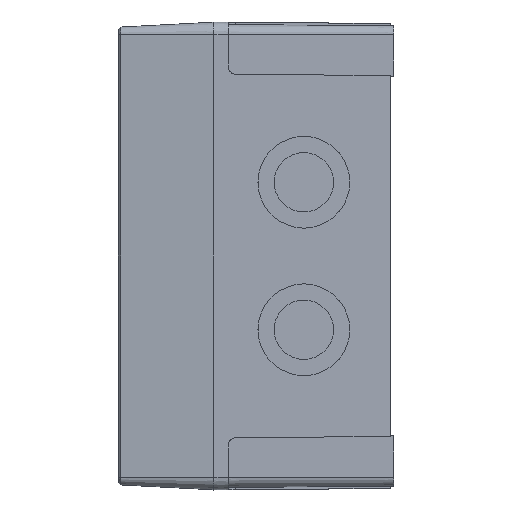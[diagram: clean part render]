
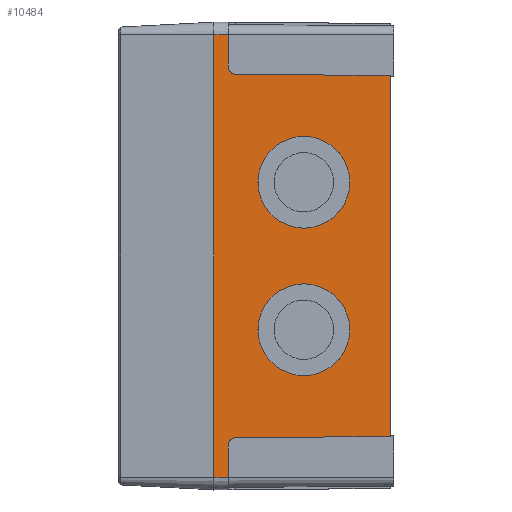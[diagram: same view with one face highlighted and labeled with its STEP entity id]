
A CAD part, left-side view. The second image highlights one B-rep face of the part: STEP entity #10484.
In plain terms, the highlighted planar face has unit normal (-1, -0.009, 0).
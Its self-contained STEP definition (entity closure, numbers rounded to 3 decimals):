
#104 = VERTEX_POINT ( 'NONE', #6613 ) ;
#131 = VERTEX_POINT ( 'NONE', #7747 ) ;
#168 = DIRECTION ( 'NONE',  ( -1., -0.009, 0. ) ) ;
#172 = VERTEX_POINT ( 'NONE', #3986 ) ;
#428 = ORIENTED_EDGE ( 'NONE', *, *, #5224, .F. ) ;
#435 = LINE ( 'NONE', #571, #7934 ) ;
#468 = FACE_BOUND ( 'NONE', #11184, .T. ) ;
#571 = CARTESIAN_POINT ( 'NONE',  ( -65.015, -4., -61.55 ) ) ;
#601 = ORIENTED_EDGE ( 'NONE', *, *, #3159, .F. ) ;
#748 = LINE ( 'NONE', #7841, #7290 ) ;
#814 = LINE ( 'NONE', #10987, #1827 ) ;
#1082 = LINE ( 'NONE', #6046, #1890 ) ;
#1276 = CARTESIAN_POINT ( 'NONE',  ( -65.015, -4., 52.533 ) ) ;
#1451 = CARTESIAN_POINT ( 'NONE',  ( -65.05, 0., -61.55 ) ) ;
#1477 = CARTESIAN_POINT ( 'NONE',  ( -64.721, -37.756, -20.5 ) ) ;
#1483 = DIRECTION ( 'NONE',  ( -1., -0.009, 0. ) ) ;
#1539 = VERTEX_POINT ( 'NONE', #12834 ) ;
#1589 = CARTESIAN_POINT ( 'NONE',  ( -65.05, 0., 61.55 ) ) ;
#1761 = LINE ( 'NONE', #10922, #7523 ) ;
#1768 = CIRCLE ( 'NONE', #10327, 12.75 ) ;
#1827 = VECTOR ( 'NONE', #12126, 1000. ) ;
#1871 = DIRECTION ( 'NONE',  ( 0.009, -1., -0.009 ) ) ;
#1887 = DIRECTION ( 'NONE',  ( -1., -0.009, 0. ) ) ;
#1890 = VECTOR ( 'NONE', #7113, 1000. ) ;
#1903 = AXIS2_PLACEMENT_3D ( 'NONE', #7438, #1483, #5509 ) ;
#2058 = EDGE_CURVE ( 'NONE', #131, #6202, #7369, .T. ) ;
#2258 = LINE ( 'NONE', #1451, #12479 ) ;
#2370 = CARTESIAN_POINT ( 'NONE',  ( -64.832, -25.007, 20.5 ) ) ;
#2712 = DIRECTION ( 'NONE',  ( -0.009, 1., 0. ) ) ;
#2723 = CARTESIAN_POINT ( 'NONE',  ( -65.05, 0., -61.55 ) ) ;
#2765 = VERTEX_POINT ( 'NONE', #3842 ) ;
#2914 =( BOUNDED_CURVE ( )  B_SPLINE_CURVE ( 3, ( #6917, #7853, #10855, #12070 ),
 .UNSPECIFIED., .F., .F. ) 
 B_SPLINE_CURVE_WITH_KNOTS ( ( 4, 4 ),
 ( 3.142, 4.704 ),
 .UNSPECIFIED. ) 
 CURVE ( )  GEOMETRIC_REPRESENTATION_ITEM ( )  RATIONAL_B_SPLINE_CURVE ( ( 1., 0.807, 0.807, 1. ) ) 
 REPRESENTATION_ITEM ( '' )  );
#2952 = CARTESIAN_POINT ( 'NONE',  ( -65.015, -4., -61.55 ) ) ;
#2962 = ORIENTED_EDGE ( 'NONE', *, *, #2998, .T. ) ;
#2998 = EDGE_CURVE ( 'NONE', #1539, #8025, #435, .T. ) ;
#3070 = CARTESIAN_POINT ( 'NONE',  ( -64.832, -25.007, -20.5 ) ) ;
#3159 = EDGE_CURVE ( 'NONE', #10657, #4504, #1761, .T. ) ;
#3249 = EDGE_CURVE ( 'NONE', #104, #7649, #11325, .T. ) ;
#3441 = ORIENTED_EDGE ( 'NONE', *, *, #13022, .F. ) ;
#3617 = EDGE_CURVE ( 'NONE', #131, #172, #748, .T. ) ;
#3710 = AXIS2_PLACEMENT_3D ( 'NONE', #3070, #7553, #11554 ) ;
#3713 = DIRECTION ( 'NONE',  ( -0.009, 1., -0.009 ) ) ;
#3725 = LINE ( 'NONE', #1589, #5548 ) ;
#3842 = CARTESIAN_POINT ( 'NONE',  ( -65.05, 0., -61.55 ) ) ;
#3986 = CARTESIAN_POINT ( 'NONE',  ( -64.622, -49., 50.157 ) ) ;
#4055 = CARTESIAN_POINT ( 'NONE',  ( -64.622, -49., -50.157 ) ) ;
#4074 = CARTESIAN_POINT ( 'NONE',  ( -65.015, -4., 52.533 ) ) ;
#4265 = VERTEX_POINT ( 'NONE', #7339 ) ;
#4504 = VERTEX_POINT ( 'NONE', #7863 ) ;
#4707 = CARTESIAN_POINT ( 'NONE',  ( -64.832, -25.007, 20.5 ) ) ;
#4841 = DIRECTION ( 'NONE',  ( 0.009, -1., 0. ) ) ;
#5085 = CARTESIAN_POINT ( 'NONE',  ( -64.998, -5.983, 50.533 ) ) ;
#5112 = VERTEX_POINT ( 'NONE', #6118 ) ;
#5224 = EDGE_CURVE ( 'NONE', #4265, #8913, #11531, .T. ) ;
#5509 = DIRECTION ( 'NONE',  ( 0.009, -1., 0. ) ) ;
#5548 = VECTOR ( 'NONE', #2712, 1000. ) ;
#5710 = ORIENTED_EDGE ( 'NONE', *, *, #3617, .F. ) ;
#5951 = EDGE_CURVE ( 'NONE', #6202, #11685, #8041, .T. ) ;
#5982 = EDGE_CURVE ( 'NONE', #2765, #5112, #1082, .T. ) ;
#6046 = CARTESIAN_POINT ( 'NONE',  ( -65.05, 0., -61.55 ) ) ;
#6118 = CARTESIAN_POINT ( 'NONE',  ( -65.05, 0., 61.55 ) ) ;
#6151 = CARTESIAN_POINT ( 'NONE',  ( -65.015, -4., -52.533 ) ) ;
#6202 = VERTEX_POINT ( 'NONE', #1276 ) ;
#6466 = CARTESIAN_POINT ( 'NONE',  ( -65.015, -4., 51.369 ) ) ;
#6525 = ORIENTED_EDGE ( 'NONE', *, *, #12987, .F. ) ;
#6613 = CARTESIAN_POINT ( 'NONE',  ( -64.721, -37.756, 20.5 ) ) ;
#6736 = DIRECTION ( 'NONE',  ( 0., 0., 1. ) ) ;
#6917 = CARTESIAN_POINT ( 'NONE',  ( -65.015, -4., -52.533 ) ) ;
#6972 = ORIENTED_EDGE ( 'NONE', *, *, #5982, .F. ) ;
#7113 = DIRECTION ( 'NONE',  ( 0., 0., 1. ) ) ;
#7290 = VECTOR ( 'NONE', #1871, 1000. ) ;
#7339 = CARTESIAN_POINT ( 'NONE',  ( -64.943, -12.257, -20.5 ) ) ;
#7369 =( BOUNDED_CURVE ( )  B_SPLINE_CURVE ( 3, ( #5085, #9161, #6466, #4074 ),
 .UNSPECIFIED., .F., .F. ) 
 B_SPLINE_CURVE_WITH_KNOTS ( ( 4, 4 ),
 ( 4.721, 6.283 ),
 .UNSPECIFIED. ) 
 CURVE ( )  GEOMETRIC_REPRESENTATION_ITEM ( )  RATIONAL_B_SPLINE_CURVE ( ( 1., 0.807, 0.807, 1. ) ) 
 REPRESENTATION_ITEM ( '' )  );
#7438 = CARTESIAN_POINT ( 'NONE',  ( -64.832, -25.007, -20.5 ) ) ;
#7459 = ORIENTED_EDGE ( 'NONE', *, *, #5951, .T. ) ;
#7523 = VECTOR ( 'NONE', #3713, 1000. ) ;
#7553 = DIRECTION ( 'NONE',  ( -1., -0.009, 0. ) ) ;
#7630 = DIRECTION ( 'NONE',  ( -1., -0.009, 0. ) ) ;
#7649 = VERTEX_POINT ( 'NONE', #11040 ) ;
#7709 = AXIS2_PLACEMENT_3D ( 'NONE', #4707, #1887, #4841 ) ;
#7747 = CARTESIAN_POINT ( 'NONE',  ( -64.998, -5.983, 50.533 ) ) ;
#7824 = FACE_BOUND ( 'NONE', #10109, .T. ) ;
#7841 = CARTESIAN_POINT ( 'NONE',  ( -65.041, -0.978, 50.576 ) ) ;
#7853 = CARTESIAN_POINT ( 'NONE',  ( -65.015, -4., -51.369 ) ) ;
#7863 = CARTESIAN_POINT ( 'NONE',  ( -64.998, -5.983, -50.533 ) ) ;
#7934 = VECTOR ( 'NONE', #6736, 1000. ) ;
#8025 = VERTEX_POINT ( 'NONE', #6151 ) ;
#8041 = LINE ( 'NONE', #2952, #8525 ) ;
#8394 = EDGE_CURVE ( 'NONE', #11685, #5112, #3725, .T. ) ;
#8525 = VECTOR ( 'NONE', #13146, 1000. ) ;
#8633 = EDGE_CURVE ( 'NONE', #10657, #172, #814, .T. ) ;
#8831 = PLANE ( 'NONE',  #11494 ) ;
#8913 = VERTEX_POINT ( 'NONE', #1477 ) ;
#9010 = ORIENTED_EDGE ( 'NONE', *, *, #2058, .T. ) ;
#9048 = CIRCLE ( 'NONE', #3710, 12.75 ) ;
#9161 = CARTESIAN_POINT ( 'NONE',  ( -65.008, -4.819, 50.543 ) ) ;
#9621 = FACE_OUTER_BOUND ( 'NONE', #12517, .T. ) ;
#10073 = ORIENTED_EDGE ( 'NONE', *, *, #3249, .F. ) ;
#10109 = EDGE_LOOP ( 'NONE', ( #6525, #428 ) ) ;
#10274 = ORIENTED_EDGE ( 'NONE', *, *, #8394, .T. ) ;
#10327 = AXIS2_PLACEMENT_3D ( 'NONE', #2370, #168, #11268 ) ;
#10484 = ADVANCED_FACE ( 'NONE', ( #468, #7824, #9621 ), #8831, .T. ) ;
#10657 = VERTEX_POINT ( 'NONE', #4055 ) ;
#10855 = CARTESIAN_POINT ( 'NONE',  ( -65.008, -4.819, -50.543 ) ) ;
#10886 = DIRECTION ( 'NONE',  ( 0.009, -1., 0. ) ) ;
#10922 = CARTESIAN_POINT ( 'NONE',  ( -65.051, 0.096, -50.586 ) ) ;
#10987 = CARTESIAN_POINT ( 'NONE',  ( -64.622, -49., -61.55 ) ) ;
#11040 = CARTESIAN_POINT ( 'NONE',  ( -64.943, -12.257, 20.5 ) ) ;
#11184 = EDGE_LOOP ( 'NONE', ( #10073, #12295 ) ) ;
#11268 = DIRECTION ( 'NONE',  ( 0.009, -1., 0. ) ) ;
#11325 = CIRCLE ( 'NONE', #7709, 12.75 ) ;
#11494 = AXIS2_PLACEMENT_3D ( 'NONE', #2723, #7630, #10886 ) ;
#11531 = CIRCLE ( 'NONE', #1903, 12.75 ) ;
#11554 = DIRECTION ( 'NONE',  ( 0.009, -1., 0. ) ) ;
#11557 = ORIENTED_EDGE ( 'NONE', *, *, #12520, .T. ) ;
#11685 = VERTEX_POINT ( 'NONE', #13041 ) ;
#12070 = CARTESIAN_POINT ( 'NONE',  ( -64.998, -5.983, -50.533 ) ) ;
#12126 = DIRECTION ( 'NONE',  ( 0., 0., 1. ) ) ;
#12266 = EDGE_CURVE ( 'NONE', #7649, #104, #1768, .T. ) ;
#12295 = ORIENTED_EDGE ( 'NONE', *, *, #12266, .F. ) ;
#12479 = VECTOR ( 'NONE', #12639, 1000. ) ;
#12500 = ORIENTED_EDGE ( 'NONE', *, *, #8633, .T. ) ;
#12517 = EDGE_LOOP ( 'NONE', ( #5710, #9010, #7459, #10274, #6972, #3441, #2962, #11557, #601, #12500 ) ) ;
#12520 = EDGE_CURVE ( 'NONE', #8025, #4504, #2914, .T. ) ;
#12639 = DIRECTION ( 'NONE',  ( -0.009, 1., 0. ) ) ;
#12834 = CARTESIAN_POINT ( 'NONE',  ( -65.015, -4., -61.55 ) ) ;
#12987 = EDGE_CURVE ( 'NONE', #8913, #4265, #9048, .T. ) ;
#13022 = EDGE_CURVE ( 'NONE', #1539, #2765, #2258, .T. ) ;
#13041 = CARTESIAN_POINT ( 'NONE',  ( -65.015, -4., 61.55 ) ) ;
#13146 = DIRECTION ( 'NONE',  ( 0., 0., 1. ) ) ;
